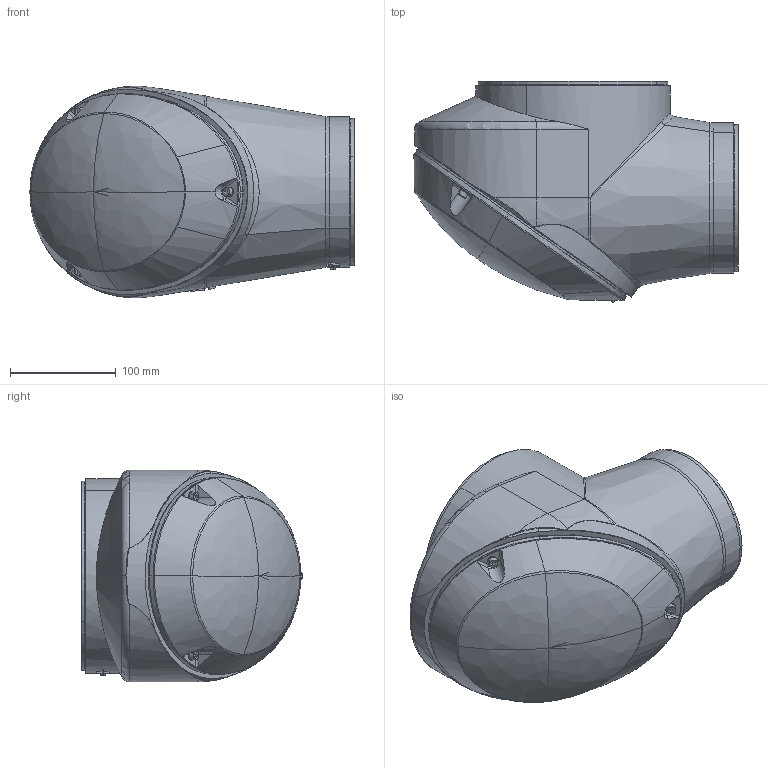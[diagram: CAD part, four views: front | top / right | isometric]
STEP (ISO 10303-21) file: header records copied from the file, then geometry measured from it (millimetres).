
FILE_DESCRIPTION(('FreeCAD Model'),'2;1');
FILE_NAME('Open CASCADE Shape Model','2021-11-14T03:59:11',('Author'),( ''),'Open CASCADE STEP processor 7.4','FreeCAD','Unknown');
FILE_SCHEMA(('CONFIG_CONTROL_DESIGN','SHAPE_APPEARANCE_LAYER_MIM'));
Length unit declared in the file: millimetre
Products named in the file (1): Compound003
Bounding box: 306.23 x 208.78 x 200 mm (x, y, z)
Volume: 7501466.8 mm3; surface area: 217886.5 mm2
Topology: 1 solids, 1 shells, 279 faces, 700 edges, 437 vertices
Faces by surface type: plane 124, bspline 63, cylinder 53, torus 21, cone 9, extrusion 5, sphere 4
Entity records: 30084 total; most frequent: CARTESIAN_POINT 17612, DIRECTION 1781, ORIENTED_EDGE 1388, PCURVE 1388, DEFINITIONAL_REPRESENTATION 1388, VECTOR 999, LINE 994, B_SPLINE_CURVE_WITH_KNOTS 863
